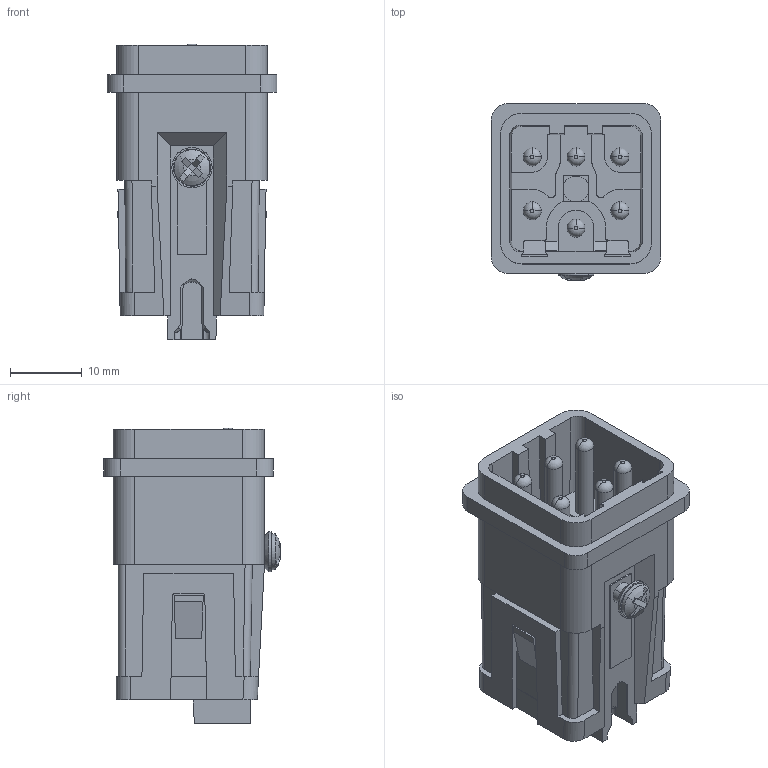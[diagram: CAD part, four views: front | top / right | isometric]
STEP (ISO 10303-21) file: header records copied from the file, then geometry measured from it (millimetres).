
FILE_DESCRIPTION(('HOOPS Exchange Step'),'2;1');
FILE_NAME('export-15093E16-74A3-4991-B6A5-AB95EE6A6D34.stp','2024-05-03T12:24:07+02:00',('Engineering'),('Alibre'),'HOOPS Exchange 2023.0','Alibre','Unknown authorisation');
FILE_SCHEMA( ('AP242_MANAGED_MODEL_BASED_3D_ENGINEERING_MIM_LF {1 0 10303 442 1 1 4 }') );
Length unit declared in the file: millimetre
Products named in the file (2): 6808-1 Contact insert - HC-Q05-I-PT-M - 1013947 - (5+PE) Male; 6808 Contact insert - HC-Q05-I-PT-M - 1013947 - (5+PE) Male
Assembly tree (1 placements, depth 2):
  6808 Contact insert - HC-Q05-I-PT-M - 1013947 - (5+PE) Male
    6808-1 Contact insert - HC-Q05-I-PT-M - 1013947 - (5+PE) Male
Bounding box: 23.6 x 24.53 x 41.12 mm (x, y, z)
Volume: 10245.7 mm3; surface area: 7322 mm2
Topology: 1 solids, 1 shells, 523 faces, 1475 edges, 972 vertices
Faces by surface type: plane 338, cylinder 111, cone 48, torus 18, bspline 6, sphere 2
Entity records: 28355 total; most frequent: CARTESIAN_POINT 14886, ORIENTED_EDGE 2950, DIRECTION 2472, EDGE_CURVE 1475, VERTEX_POINT 972, VECTOR 924, LINE 924, AXIS2_PLACEMENT_3D 774
